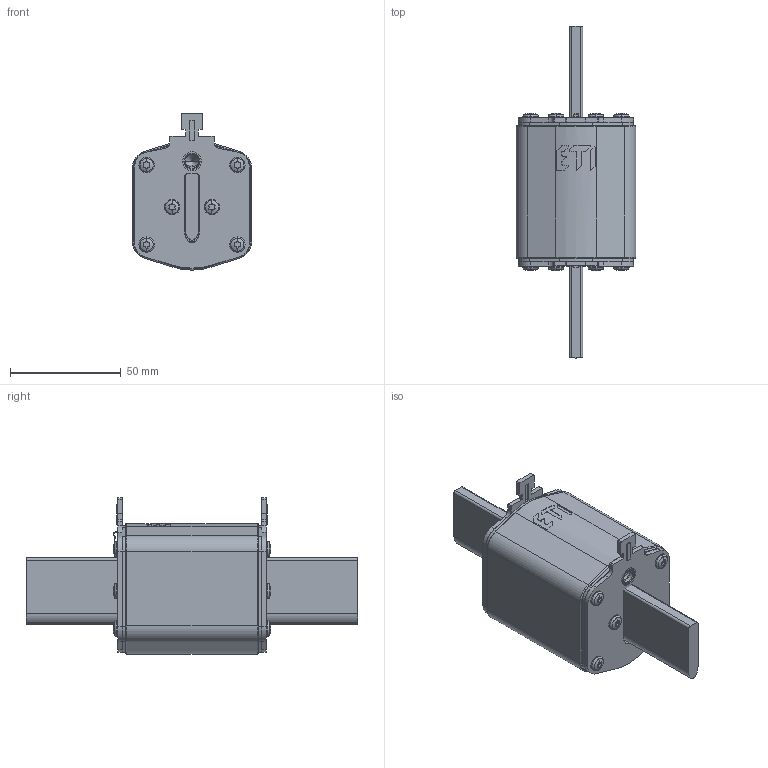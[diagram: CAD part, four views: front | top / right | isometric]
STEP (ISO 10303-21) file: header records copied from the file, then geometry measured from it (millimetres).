
FILE_DESCRIPTION((''),'2;1');
FILE_NAME('004724260_ASM','2022-08-09T09:55:17',('said.beganovic'),('Audax d.o.o.'),'CREO PARAMETRIC BY PTC INC, 2021304','CREO PARAMETRIC BY PTC INC, 2021304','');
FILE_SCHEMA(('AUTOMOTIVE_DESIGN { 1 0 10303 214 1 1 1 1 }'));
Length unit declared in the file: millimetre
Products named in the file (11): 0000041091_1; 0000018281_1-10858; 0000017639_AF0_1; 0000017520_AF0_2; 0000018143_ASM_1_ASM; 0000018200_1; 0000031301_1; 0000016201_1; 0000017080_1; 004724260_ASM_2_ASM; 004724260_ASM
Assembly tree (25 placements, depth 4):
  004724260_ASM
    004724260_ASM_2_ASM
      0000041091_1
      0000018281_1-10858  x2
      0000018143_ASM_1_ASM  x2
        0000017639_AF0_1
        0000017520_AF0_2
      0000018200_1  x2
      0000031301_1  x12
      0000016201_1
      0000017080_1  x2
Bounding box: 54 x 150 x 70.6 mm (x, y, z)
Volume: 209078 mm3; surface area: 60631.4 mm2
Topology: 24 solids, 48 shells, 953 faces, 2659 edges, 1749 vertices
Faces by surface type: cylinder 496, plane 245, cone 84, torus 76, bspline 28, sphere 24
Entity records: 23455 total; most frequent: CARTESIAN_POINT 4326, DIRECTION 2600, ORIENTED_EDGE 2316, EDGE_CURVE 1181, AXIS2_PLACEMENT_3D 1020, PRESENTATION_STYLE_ASSIGNMENT 912, STYLED_ITEM 861, VERTEX_POINT 772
